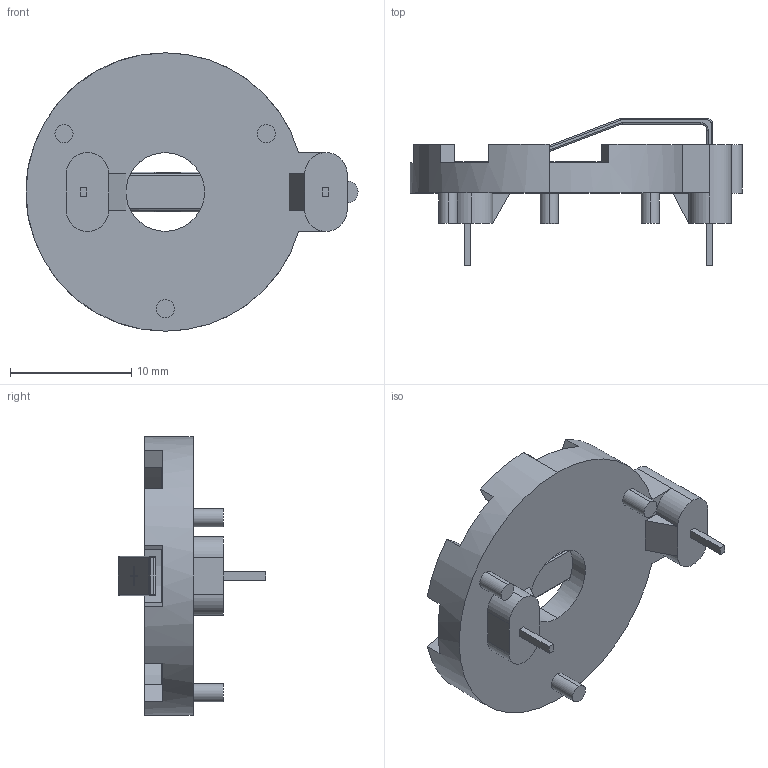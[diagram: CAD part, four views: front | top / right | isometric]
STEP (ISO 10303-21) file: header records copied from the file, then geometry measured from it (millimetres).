
FILE_DESCRIPTION (( 'STEP AP214' ), '1' );
FILE_NAME ('BatteryHolder CR2032 - CH25-2032LF.STEP', '2020-10-25T18:04:39', ( 'Bee-bee-mama' ), ( '' ), 'SwSTEP 2.0', 'SolidWorks 2018', '' );
FILE_SCHEMA (( 'AUTOMOTIVE_DESIGN' ));
Length unit declared in the file: millimetre
Products named in the file (1): BatteryHolder CR2032 - CH25-2032LF
Bounding box: 27.43 x 12.17 x 23 mm (x, y, z)
Volume: 1187.4 mm3; surface area: 1617 mm2
Topology: 5 solids, 5 shells, 172 faces, 416 edges, 254 vertices
Faces by surface type: plane 89, cylinder 65, torus 12, sphere 4, cone 2
Entity records: 5018 total; most frequent: DIRECTION 894, CARTESIAN_POINT 863, ORIENTED_EDGE 824, EDGE_CURVE 412, AXIS2_PLACEMENT_3D 317, LINE 260, VECTOR 260, VERTEX_POINT 254
